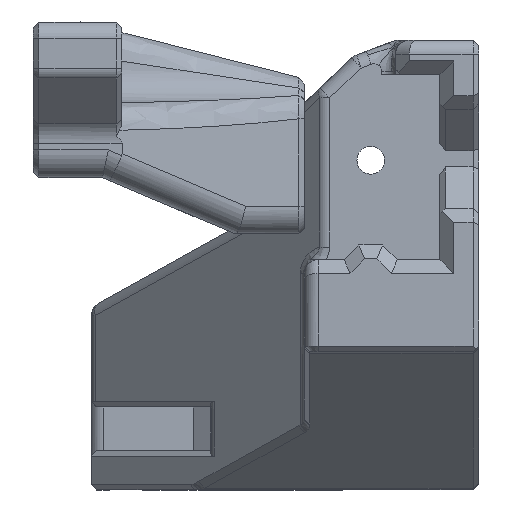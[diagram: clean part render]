
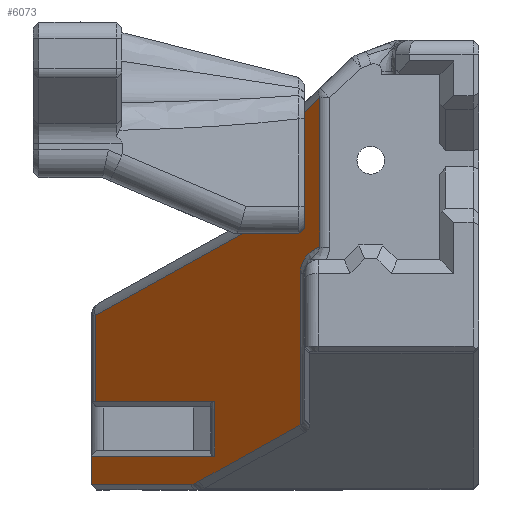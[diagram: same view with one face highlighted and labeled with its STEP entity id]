
A CAD part, left-side view. The second image highlights one B-rep face of the part: STEP entity #6073.
In plain terms, the highlighted planar face has unit normal (-0.707, 0.707, 0).
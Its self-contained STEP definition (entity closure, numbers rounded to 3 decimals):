
#177=ELLIPSE('',#6567,2.828,2.);
#263=B_SPLINE_CURVE_WITH_KNOTS('',3,(#10632,#10633,#10634,#10635),
 .UNSPECIFIED.,.F.,.F.,(4,4),(1.291,1.571),
 .UNSPECIFIED.);
#264=B_SPLINE_CURVE_WITH_KNOTS('',3,(#10637,#10638,#10639,#10640),
 .UNSPECIFIED.,.F.,.F.,(4,4),(1.064,1.291),
 .UNSPECIFIED.);
#265=B_SPLINE_CURVE_WITH_KNOTS('',3,(#10642,#10643,#10644,#10645),
 .UNSPECIFIED.,.F.,.F.,(4,4),(1.791,1.826),
 .UNSPECIFIED.);
#266=B_SPLINE_CURVE_WITH_KNOTS('',3,(#10649,#10650,#10651,#10652),
 .UNSPECIFIED.,.F.,.F.,(4,4),(-0.951,-0.785),
 .UNSPECIFIED.);
#440=PLANE('',#6566);
#710=FACE_OUTER_BOUND('',#1086,.T.);
#1086=EDGE_LOOP('',(#4917,#4918,#4919,#4920,#4921,#4922,#4923,#4924,#4925,
#4926,#4927,#4928,#4929,#4930,#4931,#4932,#4933));
#1750=LINE('',#10601,#2295);
#1753=LINE('',#10612,#2298);
#1754=LINE('',#10616,#2299);
#1756=LINE('',#10624,#2301);
#1757=LINE('',#10626,#2302);
#1758=LINE('',#10628,#2303);
#1759=LINE('',#10630,#2304);
#1760=LINE('',#10647,#2305);
#1761=LINE('',#10654,#2306);
#1762=LINE('',#10658,#2307);
#1763=LINE('',#10659,#2308);
#1764=LINE('',#10660,#2309);
#2295=VECTOR('',#7685,10.);
#2298=VECTOR('',#7694,10.);
#2299=VECTOR('',#7699,10.);
#2301=VECTOR('',#7707,10.);
#2302=VECTOR('',#7708,10.);
#2303=VECTOR('',#7709,10.);
#2304=VECTOR('',#7710,10.);
#2305=VECTOR('',#7711,10.);
#2306=VECTOR('',#7712,10.);
#2307=VECTOR('',#7715,10.);
#2308=VECTOR('',#7716,10.);
#2309=VECTOR('',#7717,10.);
#2871=VERTEX_POINT('',#10559);
#2872=VERTEX_POINT('',#10600);
#2876=VERTEX_POINT('',#10609);
#2877=VERTEX_POINT('',#10611);
#2878=VERTEX_POINT('',#10615);
#2881=VERTEX_POINT('',#10623);
#2882=VERTEX_POINT('',#10625);
#2883=VERTEX_POINT('',#10627);
#2884=VERTEX_POINT('',#10629);
#2885=VERTEX_POINT('',#10631);
#2886=VERTEX_POINT('',#10636);
#2887=VERTEX_POINT('',#10641);
#2888=VERTEX_POINT('',#10646);
#2889=VERTEX_POINT('',#10648);
#2890=VERTEX_POINT('',#10653);
#2891=VERTEX_POINT('',#10655);
#2892=VERTEX_POINT('',#10657);
#3591=EDGE_CURVE('',#2871,#2872,#1750,.T.);
#3596=EDGE_CURVE('',#2876,#2877,#1753,.T.);
#3598=EDGE_CURVE('',#2877,#2878,#1754,.T.);
#3602=EDGE_CURVE('',#2881,#2876,#1756,.T.);
#3603=EDGE_CURVE('',#2882,#2881,#1757,.T.);
#3604=EDGE_CURVE('',#2882,#2883,#1758,.T.);
#3605=EDGE_CURVE('',#2884,#2883,#1759,.T.);
#3606=EDGE_CURVE('',#2885,#2884,#263,.T.);
#3607=EDGE_CURVE('',#2886,#2885,#264,.T.);
#3608=EDGE_CURVE('',#2887,#2886,#265,.T.);
#3609=EDGE_CURVE('',#2888,#2887,#1760,.T.);
#3610=EDGE_CURVE('',#2889,#2888,#266,.T.);
#3611=EDGE_CURVE('',#2890,#2889,#1761,.T.);
#3612=EDGE_CURVE('',#2891,#2890,#177,.T.);
#3613=EDGE_CURVE('',#2892,#2891,#1762,.T.);
#3614=EDGE_CURVE('',#2872,#2892,#1763,.T.);
#3615=EDGE_CURVE('',#2871,#2878,#1764,.T.);
#4917=ORIENTED_EDGE('',*,*,#3596,.F.);
#4918=ORIENTED_EDGE('',*,*,#3602,.F.);
#4919=ORIENTED_EDGE('',*,*,#3603,.F.);
#4920=ORIENTED_EDGE('',*,*,#3604,.T.);
#4921=ORIENTED_EDGE('',*,*,#3605,.F.);
#4922=ORIENTED_EDGE('',*,*,#3606,.F.);
#4923=ORIENTED_EDGE('',*,*,#3607,.F.);
#4924=ORIENTED_EDGE('',*,*,#3608,.F.);
#4925=ORIENTED_EDGE('',*,*,#3609,.F.);
#4926=ORIENTED_EDGE('',*,*,#3610,.F.);
#4927=ORIENTED_EDGE('',*,*,#3611,.F.);
#4928=ORIENTED_EDGE('',*,*,#3612,.F.);
#4929=ORIENTED_EDGE('',*,*,#3613,.F.);
#4930=ORIENTED_EDGE('',*,*,#3614,.F.);
#4931=ORIENTED_EDGE('',*,*,#3591,.F.);
#4932=ORIENTED_EDGE('',*,*,#3615,.T.);
#4933=ORIENTED_EDGE('',*,*,#3598,.F.);
#6073=ADVANCED_FACE('',(#710),#440,.T.);
#6566=AXIS2_PLACEMENT_3D('',#10622,#7705,#7706);
#6567=AXIS2_PLACEMENT_3D('',#10656,#7713,#7714);
#7685=DIRECTION('',(0.,0.,1.));
#7694=DIRECTION('',(0.707,0.707,0.));
#7699=DIRECTION('',(0.,0.,1.));
#7705=DIRECTION('center_axis',(-0.707,0.707,0.));
#7706=DIRECTION('ref_axis',(0.,0.,1.));
#7707=DIRECTION('',(0.,0.,1.));
#7708=DIRECTION('',(-0.707,-0.707,0.));
#7709=DIRECTION('',(0.,0.,-1.));
#7710=DIRECTION('',(0.707,0.707,0.));
#7711=DIRECTION('',(0.658,0.658,-0.366));
#7712=DIRECTION('',(0.,0.,-1.));
#7713=DIRECTION('center_axis',(-0.707,0.707,0.));
#7714=DIRECTION('ref_axis',(0.707,0.707,0.));
#7715=DIRECTION('',(0.,0.,-1.));
#7716=DIRECTION('',(-0.589,-0.589,0.554));
#7717=DIRECTION('',(0.658,0.658,-0.366));
#10559=CARTESIAN_POINT('',(143.008,-45.521,13.412));
#10600=CARTESIAN_POINT('',(143.008,-45.521,18.583));
#10601=CARTESIAN_POINT('',(143.008,-45.521,14.415));
#10609=CARTESIAN_POINT('',(146.617,-41.912,0.4));
#10611=CARTESIAN_POINT('',(155.236,-33.293,0.4));
#10612=CARTESIAN_POINT('',(150.411,-38.118,0.4));
#10615=CARTESIAN_POINT('',(155.236,-33.293,6.618));
#10616=CARTESIAN_POINT('',(155.236,-33.293,5.5));
#10622=CARTESIAN_POINT('Origin',(146.622,-41.907,11.));
#10623=CARTESIAN_POINT('',(146.617,-41.912,-3.55));
#10624=CARTESIAN_POINT('',(146.617,-41.912,3.925));
#10625=CARTESIAN_POINT('',(155.529,-33.,-3.55));
#10626=CARTESIAN_POINT('',(150.479,-38.051,-3.55));
#10627=CARTESIAN_POINT('',(155.529,-33.,-5.6));
#10628=CARTESIAN_POINT('',(155.529,-33.,5.5));
#10629=CARTESIAN_POINT('',(148.366,-40.163,-5.6));
#10630=CARTESIAN_POINT('',(150.229,-38.301,-5.6));
#10631=CARTESIAN_POINT('',(148.146,-40.383,-5.569));
#10632=CARTESIAN_POINT('Ctrl Pts',(148.146,-40.383,-5.569));
#10633=CARTESIAN_POINT('Ctrl Pts',(148.217,-40.313,-5.589));
#10634=CARTESIAN_POINT('Ctrl Pts',(148.291,-40.238,-5.6));
#10635=CARTESIAN_POINT('Ctrl Pts',(148.366,-40.163,-5.6));
#10636=CARTESIAN_POINT('',(147.984,-40.546,-5.502));
#10637=CARTESIAN_POINT('Ctrl Pts',(147.984,-40.546,-5.502));
#10638=CARTESIAN_POINT('Ctrl Pts',(148.034,-40.495,-5.53));
#10639=CARTESIAN_POINT('Ctrl Pts',(148.089,-40.441,-5.553));
#10640=CARTESIAN_POINT('Ctrl Pts',(148.146,-40.383,-5.569));
#10641=CARTESIAN_POINT('',(147.754,-40.776,-5.374));
#10642=CARTESIAN_POINT('Ctrl Pts',(147.754,-40.776,-5.374));
#10643=CARTESIAN_POINT('Ctrl Pts',(147.83,-40.699,-5.417));
#10644=CARTESIAN_POINT('Ctrl Pts',(147.907,-40.622,-5.459));
#10645=CARTESIAN_POINT('Ctrl Pts',(147.984,-40.546,-5.502));
#10646=CARTESIAN_POINT('',(140.526,-48.004,-1.359));
#10647=CARTESIAN_POINT('',(135.963,-52.566,1.176));
#10648=CARTESIAN_POINT('',(140.422,-48.107,-1.297));
#10649=CARTESIAN_POINT('Ctrl Pts',(140.422,-48.107,-1.297));
#10650=CARTESIAN_POINT('Ctrl Pts',(140.457,-48.072,-1.319));
#10651=CARTESIAN_POINT('Ctrl Pts',(140.492,-48.038,-1.34));
#10652=CARTESIAN_POINT('Ctrl Pts',(140.526,-48.004,-1.359));
#10653=CARTESIAN_POINT('',(140.422,-48.107,9.65));
#10654=CARTESIAN_POINT('',(140.422,-48.107,5.5));
#10655=CARTESIAN_POINT('',(139.008,-49.521,11.562));
#10656=CARTESIAN_POINT('Origin',(138.422,-50.107,9.65));
#10657=CARTESIAN_POINT('',(139.008,-49.521,22.348));
#10658=CARTESIAN_POINT('',(139.008,-49.521,16.5));
#10659=CARTESIAN_POINT('',(148.266,-40.263,13.634));
#10660=CARTESIAN_POINT('',(149.244,-39.285,9.947));
